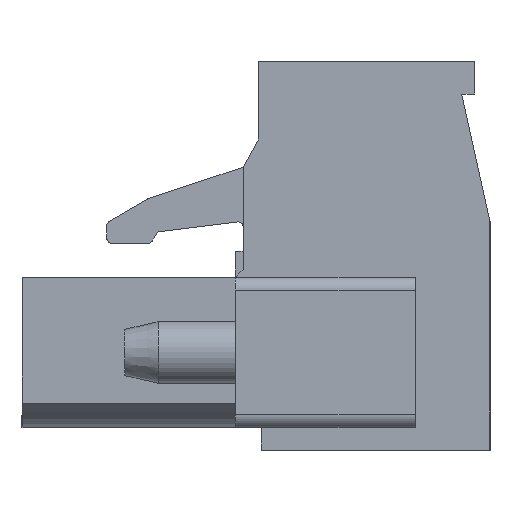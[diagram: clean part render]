
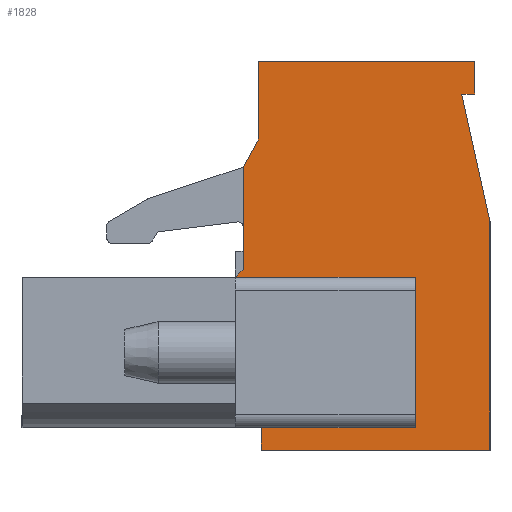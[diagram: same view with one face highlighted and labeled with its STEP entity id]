
A CAD part, left-side view. The second image highlights one B-rep face of the part: STEP entity #1828.
In plain terms, the highlighted planar face has unit normal (-1, 0, 0).
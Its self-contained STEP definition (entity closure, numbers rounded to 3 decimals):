
#1828 = ADVANCED_FACE( '', ( #3906 ), #3907, .T. );
#3906 = FACE_OUTER_BOUND( '', #6309, .T. );
#3907 = PLANE( '', #6310 );
#6309 = EDGE_LOOP( '', ( #11174, #11175, #11176, #11177, #11178, #11179, #11180, #11181, #11182, #11183, #11184, #11185, #11186, #11187 ) );
#6310 = AXIS2_PLACEMENT_3D( '', #11188, #11189, #11190 );
#11174 = ORIENTED_EDGE( '', *, *, #16017, .F. );
#11175 = ORIENTED_EDGE( '', *, *, #14694, .F. );
#11176 = ORIENTED_EDGE( '', *, *, #15380, .F. );
#11177 = ORIENTED_EDGE( '', *, *, #14981, .T. );
#11178 = ORIENTED_EDGE( '', *, *, #16404, .T. );
#11179 = ORIENTED_EDGE( '', *, *, #16304, .T. );
#11180 = ORIENTED_EDGE( '', *, *, #16405, .T. );
#11181 = ORIENTED_EDGE( '', *, *, #16406, .T. );
#11182 = ORIENTED_EDGE( '', *, *, #16407, .T. );
#11183 = ORIENTED_EDGE( '', *, *, #16313, .T. );
#11184 = ORIENTED_EDGE( '', *, *, #14440, .T. );
#11185 = ORIENTED_EDGE( '', *, *, #15573, .T. );
#11186 = ORIENTED_EDGE( '', *, *, #15671, .T. );
#11187 = ORIENTED_EDGE( '', *, *, #16408, .T. );
#11188 = CARTESIAN_POINT( '', ( -18.05, 0., 0. ) );
#11189 = DIRECTION( '', ( -1., 0., 0. ) );
#11190 = DIRECTION( '', ( 0., 0., 1. ) );
#14440 = EDGE_CURVE( '', #17198, #17199, #17200, .T. );
#14694 = EDGE_CURVE( '', #17667, #17669, #17670, .T. );
#14981 = EDGE_CURVE( '', #18163, #18164, #18165, .T. );
#15380 = EDGE_CURVE( '', #18163, #17667, #18834, .T. );
#15573 = EDGE_CURVE( '', #17199, #19138, #19139, .T. );
#15671 = EDGE_CURVE( '', #19138, #19291, #19293, .T. );
#16017 = EDGE_CURVE( '', #17669, #17270, #19803, .T. );
#16304 = EDGE_CURVE( '', #20212, #20210, #20213, .T. );
#16313 = EDGE_CURVE( '', #20227, #17198, #20228, .T. );
#16404 = EDGE_CURVE( '', #18164, #20212, #20348, .T. );
#16405 = EDGE_CURVE( '', #20210, #20349, #20350, .T. );
#16406 = EDGE_CURVE( '', #20349, #20351, #20352, .T. );
#16407 = EDGE_CURVE( '', #20351, #20227, #20353, .T. );
#16408 = EDGE_CURVE( '', #19291, #17270, #20354, .F. );
#17198 = VERTEX_POINT( '', #21282 );
#17199 = VERTEX_POINT( '', #21283 );
#17200 = LINE( '', #21284, #21285 );
#17270 = VERTEX_POINT( '', #21396 );
#17667 = VERTEX_POINT( '', #21952 );
#17669 = VERTEX_POINT( '', #21955 );
#17670 = LINE( '', #21956, #21957 );
#18163 = VERTEX_POINT( '', #22656 );
#18164 = VERTEX_POINT( '', #22657 );
#18165 = LINE( '', #22658, #22659 );
#18834 = LINE( '', #23635, #23636 );
#19138 = VERTEX_POINT( '', #24090 );
#19139 = LINE( '', #24091, #24092 );
#19291 = VERTEX_POINT( '', #24312 );
#19293 = LINE( '', #24315, #24316 );
#19803 = LINE( '', #25058, #25059 );
#20210 = VERTEX_POINT( '', #25655 );
#20212 = VERTEX_POINT( '', #25658 );
#20213 = LINE( '', #25659, #25660 );
#20227 = VERTEX_POINT( '', #25677 );
#20228 = LINE( '', #25678, #25679 );
#20348 = LINE( '', #25860, #25861 );
#20349 = VERTEX_POINT( '', #25862 );
#20350 = LINE( '', #25863, #25864 );
#20351 = VERTEX_POINT( '', #25865 );
#20352 = LINE( '', #25866, #25867 );
#20353 = LINE( '', #25868, #25869 );
#20354 = LINE( '', #25870, #25871 );
#21282 = CARTESIAN_POINT( '', ( -18.05, 4.55, 10.65 ) );
#21283 = CARTESIAN_POINT( '', ( -18.05, 4.55, 7.65 ) );
#21284 = CARTESIAN_POINT( '', ( -18.05, 4.55, 10.65 ) );
#21285 = VECTOR( '', #27204, 1000. );
#21396 = CARTESIAN_POINT( '', ( -18.05, 5.45, 2.275 ) );
#21952 = CARTESIAN_POINT( '', ( -18.05, -1.55, -3.575 ) );
#21955 = CARTESIAN_POINT( '', ( -18.05, -1.55, 2.275 ) );
#21956 = CARTESIAN_POINT( '', ( -18.05, -1.55, -3.575 ) );
#21957 = VECTOR( '', #27482, 1000. );
#22656 = CARTESIAN_POINT( '', ( -18.05, 4.45, -3.575 ) );
#22657 = CARTESIAN_POINT( '', ( -18.05, 4.45, -4.45 ) );
#22658 = CARTESIAN_POINT( '', ( -18.05, 4.45, -3.575 ) );
#22659 = VECTOR( '', #27761, 1000. );
#23635 = CARTESIAN_POINT( '', ( -18.05, 5.45, -3.575 ) );
#23636 = VECTOR( '', #28147, 1000. );
#24090 = CARTESIAN_POINT( '', ( -18.05, 5.15, 6.55 ) );
#24091 = CARTESIAN_POINT( '', ( -18.05, 4.55, 7.65 ) );
#24092 = VECTOR( '', #28319, 1000. );
#24312 = CARTESIAN_POINT( '', ( -18.05, 5.15, 2.575 ) );
#24315 = CARTESIAN_POINT( '', ( -18.05, 5.15, 6.55 ) );
#24316 = VECTOR( '', #28419, 1000. );
#25058 = CARTESIAN_POINT( '', ( -18.05, -1.55, 2.275 ) );
#25059 = VECTOR( '', #28730, 1000. );
#25655 = CARTESIAN_POINT( '', ( -18.05, -4.45, 4.45 ) );
#25658 = CARTESIAN_POINT( '', ( -18.05, -4.45, -4.45 ) );
#25659 = CARTESIAN_POINT( '', ( -18.05, -4.45, -4.45 ) );
#25660 = VECTOR( '', #28984, 1000. );
#25677 = CARTESIAN_POINT( '', ( -18.05, -3.85, 10.65 ) );
#25678 = CARTESIAN_POINT( '', ( -18.05, -3.85, 10.65 ) );
#25679 = VECTOR( '', #29000, 1000. );
#25860 = CARTESIAN_POINT( '', ( -18.05, 4.45, -4.45 ) );
#25861 = VECTOR( '', #29072, 1000. );
#25862 = CARTESIAN_POINT( '', ( -18.05, -3.35, 9.4 ) );
#25863 = CARTESIAN_POINT( '', ( -18.05, -4.45, 4.45 ) );
#25864 = VECTOR( '', #29073, 1000. );
#25865 = CARTESIAN_POINT( '', ( -18.05, -3.85, 9.4 ) );
#25866 = CARTESIAN_POINT( '', ( -18.05, -3.35, 9.4 ) );
#25867 = VECTOR( '', #29074, 1000. );
#25868 = CARTESIAN_POINT( '', ( -18.05, -3.85, 9.4 ) );
#25869 = VECTOR( '', #29075, 1000. );
#25870 = CARTESIAN_POINT( '', ( -18.05, 5.15, 2.575 ) );
#25871 = VECTOR( '', #29076, 1000. );
#27204 = DIRECTION( '', ( 0., 0., -1. ) );
#27482 = DIRECTION( '', ( 0., 0., 1. ) );
#27761 = DIRECTION( '', ( 0., 0., -1. ) );
#28147 = DIRECTION( '', ( 0., -1., 0. ) );
#28319 = DIRECTION( '', ( 0., 0.479, -0.878 ) );
#28419 = DIRECTION( '', ( 0., 0., -1. ) );
#28730 = DIRECTION( '', ( 0., 1., 0. ) );
#28984 = DIRECTION( '', ( 0., 0., 1. ) );
#29000 = DIRECTION( '', ( 0., 1., 0. ) );
#29072 = DIRECTION( '', ( 0., -1., 0. ) );
#29073 = DIRECTION( '', ( 0., 0.217, 0.976 ) );
#29074 = DIRECTION( '', ( 0., -1., 0. ) );
#29075 = DIRECTION( '', ( 0., 0., 1. ) );
#29076 = DIRECTION( '', ( 0., -0.707, 0.707 ) );
